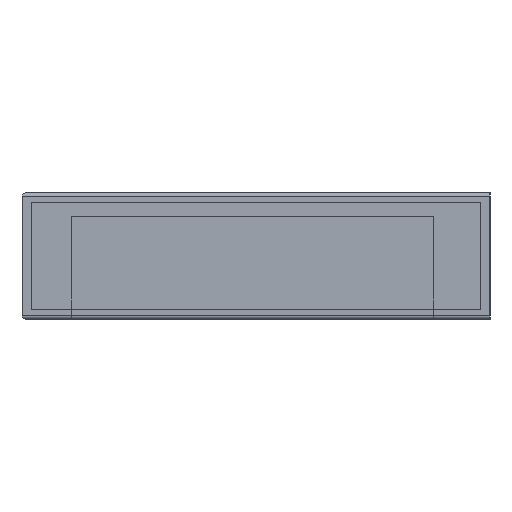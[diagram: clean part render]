
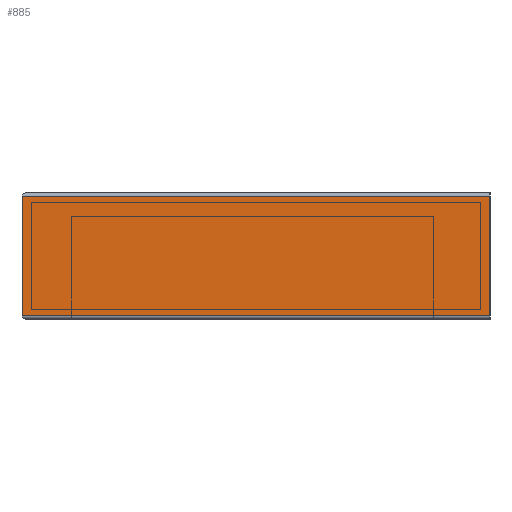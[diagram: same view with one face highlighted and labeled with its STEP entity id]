
A CAD part, left-side view. The second image highlights one B-rep face of the part: STEP entity #885.
In plain terms, the highlighted face is planar.
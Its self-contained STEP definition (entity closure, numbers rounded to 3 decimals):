
#38=PLANE('',#989);
#81=FACE_OUTER_BOUND('',#133,.T.);
#133=EDGE_LOOP('',(#648,#649,#650,#651));
#200=LINE('',#1310,#308);
#211=LINE('',#1340,#319);
#214=LINE('',#1352,#322);
#215=LINE('',#1353,#323);
#308=VECTOR('',#1055,10.);
#319=VECTOR('',#1082,10.);
#322=VECTOR('',#1093,10.);
#323=VECTOR('',#1094,10.);
#416=VERTEX_POINT('',#1308);
#417=VERTEX_POINT('',#1309);
#428=VERTEX_POINT('',#1339);
#433=VERTEX_POINT('',#1351);
#496=EDGE_CURVE('',#416,#417,#200,.T.);
#511=EDGE_CURVE('',#417,#428,#211,.T.);
#517=EDGE_CURVE('',#416,#433,#214,.T.);
#518=EDGE_CURVE('',#428,#433,#215,.T.);
#648=ORIENTED_EDGE('',*,*,#496,.F.);
#649=ORIENTED_EDGE('',*,*,#517,.T.);
#650=ORIENTED_EDGE('',*,*,#518,.F.);
#651=ORIENTED_EDGE('',*,*,#511,.F.);
#885=ADVANCED_FACE('',(#81),#38,.T.);
#989=AXIS2_PLACEMENT_3D('',#1350,#1091,#1092);
#1055=DIRECTION('',(0.,-1.,0.));
#1082=DIRECTION('',(0.,0.,1.));
#1091=DIRECTION('center_axis',(1.,0.,0.));
#1092=DIRECTION('ref_axis',(0.,1.,0.));
#1093=DIRECTION('',(0.,0.,1.));
#1094=DIRECTION('',(0.,1.,0.));
#1308=CARTESIAN_POINT('',(400.,50.,0.75));
#1309=CARTESIAN_POINT('',(400.,-50.,0.75));
#1310=CARTESIAN_POINT('',(400.,-25.,0.75));
#1339=CARTESIAN_POINT('',(400.,-50.,26.25));
#1340=CARTESIAN_POINT('',(400.,-50.,0.));
#1350=CARTESIAN_POINT('Origin',(400.,-50.,0.));
#1351=CARTESIAN_POINT('',(400.,50.,26.25));
#1352=CARTESIAN_POINT('',(400.,50.,0.));
#1353=CARTESIAN_POINT('',(400.,-25.,26.25));
